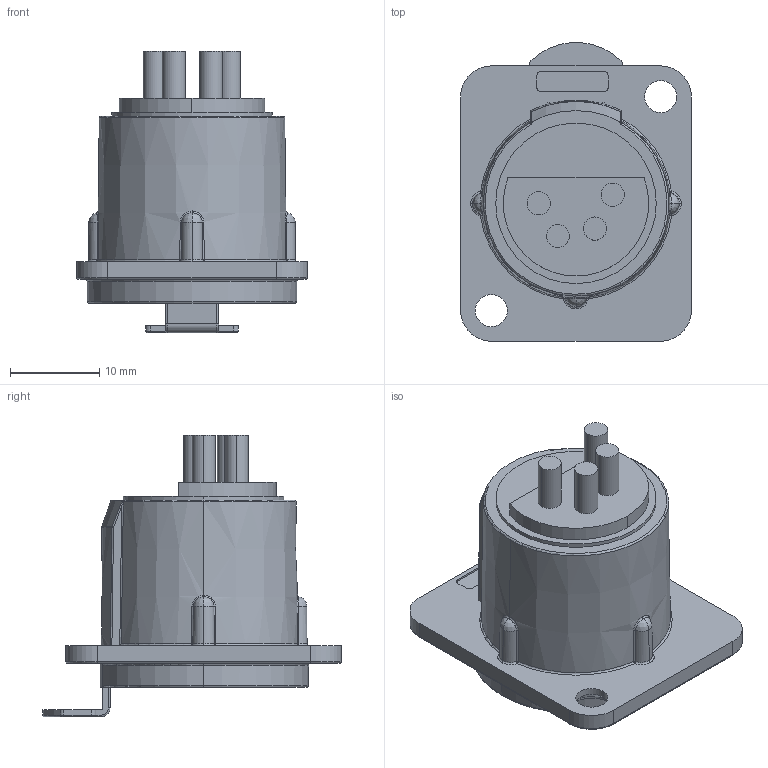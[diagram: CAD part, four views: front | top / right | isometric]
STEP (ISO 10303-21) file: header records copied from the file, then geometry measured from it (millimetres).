
FILE_DESCRIPTION (( 'STEP AP203' ), '1' );
FILE_NAME ('IO-XLR4-F-JL.stp', '2024-02-26T14:42:34', ( '' ), ( '' ), 'SwSTEP 2.0', 'SolidWorks 2018', '' );
FILE_SCHEMA (( 'CONFIG_CONTROL_DESIGN' ));
Length unit declared in the file: millimetre
Products named in the file (1): IO-XLR4-F-JL
Bounding box: 25.9 x 33.51 x 31.6 mm (x, y, z)
Volume: 7360.9 mm3; surface area: 5555.3 mm2
Topology: 1 solids, 1 shells, 260 faces, 627 edges, 378 vertices
Faces by surface type: cylinder 73, plane 57, bspline 57, torus 46, cone 23, sphere 4
Entity records: 10217 total; most frequent: CARTESIAN_POINT 4419, ORIENTED_EDGE 1238, DIRECTION 1153, EDGE_CURVE 619, AXIS2_PLACEMENT_3D 480, VERTEX_POINT 378, EDGE_LOOP 285, CIRCLE 276
